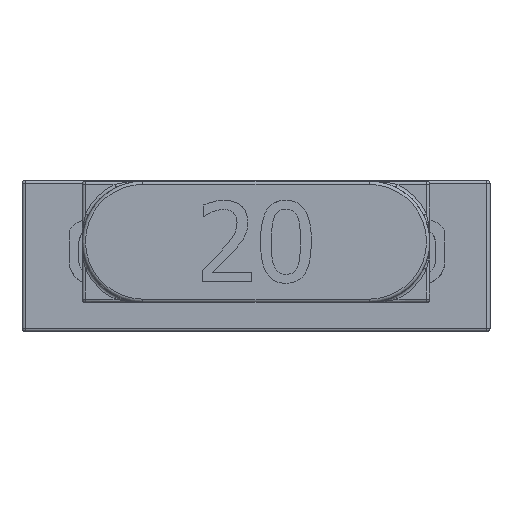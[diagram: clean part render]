
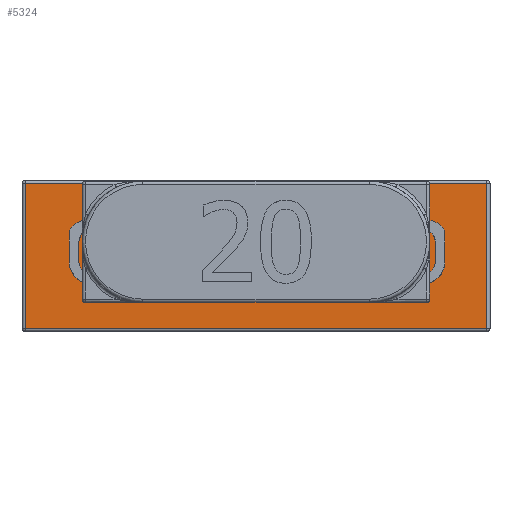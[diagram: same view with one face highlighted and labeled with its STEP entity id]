
A CAD part, top view. The second image highlights one B-rep face of the part: STEP entity #5324.
In plain terms, the highlighted planar face has unit normal (0, 0, 1).
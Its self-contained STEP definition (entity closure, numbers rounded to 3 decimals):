
#285=PLANE('',#5788);
#410=LINE('',#7926,#825);
#412=LINE('',#7929,#827);
#419=LINE('',#7940,#834);
#422=LINE('',#7944,#837);
#825=VECTOR('',#6387,10.);
#827=VECTOR('',#6391,10.);
#834=VECTOR('',#6406,10.);
#837=VECTOR('',#6411,10.);
#1366=FACE_OUTER_BOUND('',#1722,.T.);
#1722=EDGE_LOOP('',(#3709,#3710,#3711,#3712));
#2335=VERTEX_POINT('',#7873);
#2346=VERTEX_POINT('',#7897);
#2347=VERTEX_POINT('',#7901);
#2355=VERTEX_POINT('',#7921);
#2843=EDGE_CURVE('',#2347,#2355,#410,.T.);
#2845=EDGE_CURVE('',#2355,#2346,#412,.T.);
#2852=EDGE_CURVE('',#2335,#2347,#419,.T.);
#2855=EDGE_CURVE('',#2346,#2335,#422,.T.);
#3709=ORIENTED_EDGE('',*,*,#2843,.F.);
#3710=ORIENTED_EDGE('',*,*,#2852,.F.);
#3711=ORIENTED_EDGE('',*,*,#2855,.F.);
#3712=ORIENTED_EDGE('',*,*,#2845,.F.);
#5324=ADVANCED_FACE('',(#1366),#285,.T.);
#5788=AXIS2_PLACEMENT_3D('',#7958,#6430,#6431);
#6387=DIRECTION('',(-1.,0.,0.));
#6391=DIRECTION('',(0.,1.,0.));
#6406=DIRECTION('',(0.,-1.,0.));
#6411=DIRECTION('',(1.,0.,0.));
#6430=DIRECTION('center_axis',(0.,0.,1.));
#6431=DIRECTION('ref_axis',(1.,0.,0.));
#7873=CARTESIAN_POINT('',(7.24,4.65,3.18));
#7897=CARTESIAN_POINT('',(-7.24,4.65,3.18));
#7901=CARTESIAN_POINT('',(7.24,0.1,3.18));
#7921=CARTESIAN_POINT('',(-7.24,0.1,3.18));
#7926=CARTESIAN_POINT('',(-3.67,0.1,3.18));
#7929=CARTESIAN_POINT('',(-7.24,0.,3.18));
#7940=CARTESIAN_POINT('',(7.24,0.,3.18));
#7944=CARTESIAN_POINT('',(-3.67,4.65,3.18));
#7958=CARTESIAN_POINT('Origin',(-7.34,0.,3.18));
